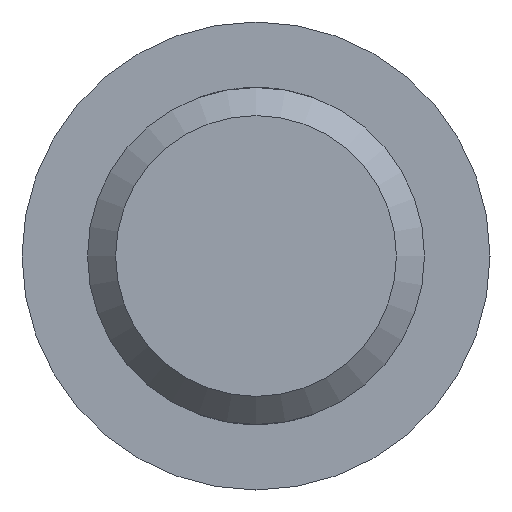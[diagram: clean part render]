
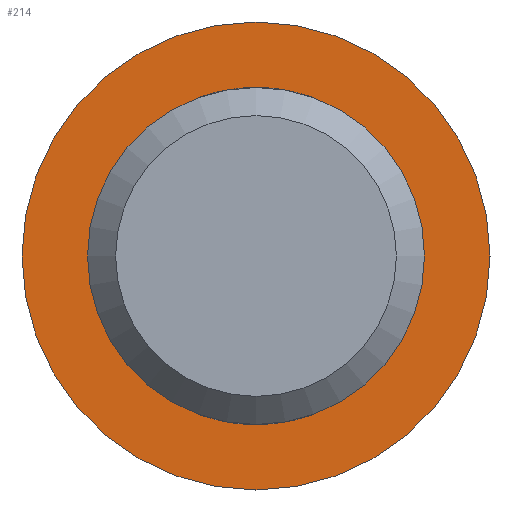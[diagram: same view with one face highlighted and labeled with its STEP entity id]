
A CAD part, left-side view. The second image highlights one B-rep face of the part: STEP entity #214.
In plain terms, the highlighted planar face has unit normal (-1, 0, 0).
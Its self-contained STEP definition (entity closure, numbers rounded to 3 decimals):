
#1 = DIRECTION ( 'NONE',  ( -1., 0., 0. ) ) ;
#20 = CARTESIAN_POINT ( 'NONE',  ( 50., 0., 0. ) ) ;
#22 = FACE_OUTER_BOUND ( 'NONE', #78, .T. ) ;
#25 = DIRECTION ( 'NONE',  ( -1., 0., 0. ) ) ;
#48 = AXIS2_PLACEMENT_3D ( 'NONE', #94, #116, #239 ) ;
#51 = FACE_BOUND ( 'NONE', #80, .T. ) ;
#70 = AXIS2_PLACEMENT_3D ( 'NONE', #217, #1, #92 ) ;
#78 = EDGE_LOOP ( 'NONE', ( #173 ) ) ;
#80 = EDGE_LOOP ( 'NONE', ( #129 ) ) ;
#83 = CARTESIAN_POINT ( 'NONE',  ( 50., 0., 12.5 ) ) ;
#92 = DIRECTION ( 'NONE',  ( 0., 0., 1. ) ) ;
#94 = CARTESIAN_POINT ( 'NONE',  ( 50., 12.5, 0. ) ) ;
#95 = CIRCLE ( 'NONE', #199, 12.5 ) ;
#109 = VERTEX_POINT ( 'NONE', #83 ) ;
#116 = DIRECTION ( 'NONE',  ( 1., 0., 0. ) ) ;
#129 = ORIENTED_EDGE ( 'NONE', *, *, #246, .F. ) ;
#131 = CARTESIAN_POINT ( 'NONE',  ( 50., 0., 9. ) ) ;
#173 = ORIENTED_EDGE ( 'NONE', *, *, #268, .T. ) ;
#190 = DIRECTION ( 'NONE',  ( 0., 0., 1. ) ) ;
#199 = AXIS2_PLACEMENT_3D ( 'NONE', #20, #25, #190 ) ;
#214 = ADVANCED_FACE ( 'NONE', ( #51, #22 ), #220, .F. ) ;
#217 = CARTESIAN_POINT ( 'NONE',  ( 50., 0., 0. ) ) ;
#220 = PLANE ( 'NONE',  #48 ) ;
#239 = DIRECTION ( 'NONE',  ( 0., 0., -1. ) ) ;
#246 = EDGE_CURVE ( 'NONE', #260, #260, #250, .T. ) ;
#250 = CIRCLE ( 'NONE', #70, 9. ) ;
#260 = VERTEX_POINT ( 'NONE', #131 ) ;
#268 = EDGE_CURVE ( 'NONE', #109, #109, #95, .T. ) ;
